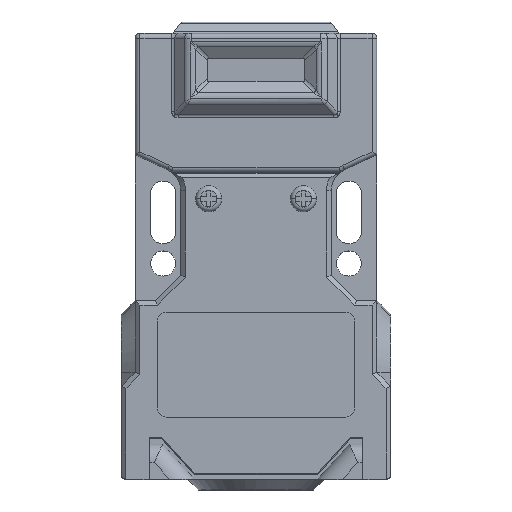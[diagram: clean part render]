
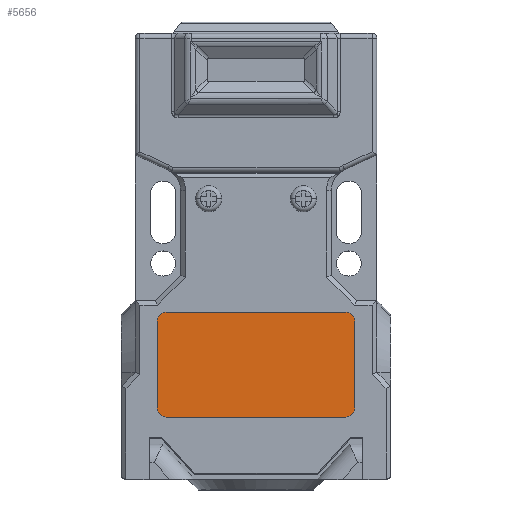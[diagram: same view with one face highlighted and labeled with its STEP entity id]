
A CAD part, top view. The second image highlights one B-rep face of the part: STEP entity #5656.
In plain terms, the highlighted planar face has unit normal (0, 0, 1).
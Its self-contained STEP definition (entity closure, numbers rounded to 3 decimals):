
#630 = EDGE_CURVE ( 'NONE', #8010, #11975, #1598, .T. ) ;
#938 = DIRECTION ( 'NONE',  ( 0., 0., 1. ) ) ;
#1021 = DIRECTION ( 'NONE',  ( -1., 0., 0. ) ) ;
#1288 = EDGE_CURVE ( 'NONE', #3478, #6287, #3499, .T. ) ;
#1598 = CIRCLE ( 'NONE', #10773, 2. ) ;
#1694 = DIRECTION ( 'NONE',  ( -1., 0., 0. ) ) ;
#1710 = DIRECTION ( 'NONE',  ( 0., 0., 1. ) ) ;
#1726 = CARTESIAN_POINT ( 'NONE',  ( -19.3, -15.25, 33.45 ) ) ;
#1778 = EDGE_CURVE ( 'NONE', #11975, #8790, #9428, .T. ) ;
#1959 = VERTEX_POINT ( 'NONE', #6679 ) ;
#2191 = AXIS2_PLACEMENT_3D ( 'NONE', #1726, #1710, #1694 ) ;
#2223 = DIRECTION ( 'NONE',  ( 1., 0., 0. ) ) ;
#2228 = DIRECTION ( 'NONE',  ( 0., 0., 1. ) ) ;
#2280 = VECTOR ( 'NONE', #1021, 1000. ) ;
#2357 = CARTESIAN_POINT ( 'NONE',  ( -21.3, -15.25, 33.45 ) ) ;
#2582 = LINE ( 'NONE', #7626, #2280 ) ;
#2615 = CARTESIAN_POINT ( 'NONE',  ( 19.3, -15.25, 33.45 ) ) ;
#3077 = CIRCLE ( 'NONE', #4498, 2. ) ;
#3305 = CIRCLE ( 'NONE', #9998, 2. ) ;
#3417 = VERTEX_POINT ( 'NONE', #8811 ) ;
#3478 = VERTEX_POINT ( 'NONE', #8008 ) ;
#3499 = CIRCLE ( 'NONE', #2191, 2. ) ;
#3570 = DIRECTION ( 'NONE',  ( 1., 0., 0. ) ) ;
#4305 = DIRECTION ( 'NONE',  ( 0., 1., 0. ) ) ;
#4351 = CARTESIAN_POINT ( 'NONE',  ( -21.3, -33.85, 33.45 ) ) ;
#4498 = AXIS2_PLACEMENT_3D ( 'NONE', #7850, #2228, #8737 ) ;
#4505 = PLANE ( 'NONE',  #11594 ) ;
#4521 = ORIENTED_EDGE ( 'NONE', *, *, #1778, .T. ) ;
#4572 = ORIENTED_EDGE ( 'NONE', *, *, #4830, .T. ) ;
#4754 = ORIENTED_EDGE ( 'NONE', *, *, #11558, .T. ) ;
#4830 = EDGE_CURVE ( 'NONE', #1959, #3478, #2582, .T. ) ;
#4910 = EDGE_CURVE ( 'NONE', #3417, #6961, #11336, .T. ) ;
#5218 = EDGE_CURVE ( 'NONE', #8790, #3417, #3305, .T. ) ;
#5264 = CARTESIAN_POINT ( 'NONE',  ( -21.3, -15.25, 33.45 ) ) ;
#5368 = ORIENTED_EDGE ( 'NONE', *, *, #9018, .T. ) ;
#5514 = EDGE_LOOP ( 'NONE', ( #4754, #4572, #10045, #5368, #10146, #4521, #11432, #10377 ) ) ;
#5656 = ADVANCED_FACE ( 'NONE', ( #11589 ), #4505, .T. ) ;
#5848 = CARTESIAN_POINT ( 'NONE',  ( 19.3, -35.85, 33.45 ) ) ;
#6153 = CARTESIAN_POINT ( 'NONE',  ( 21.3, -15.25, 33.45 ) ) ;
#6271 = VECTOR ( 'NONE', #4305, 1000. ) ;
#6287 = VERTEX_POINT ( 'NONE', #5264 ) ;
#6630 = CARTESIAN_POINT ( 'NONE',  ( 19.3, -33.85, 33.45 ) ) ;
#6662 = DIRECTION ( 'NONE',  ( -1., 0., 0. ) ) ;
#6664 = DIRECTION ( 'NONE',  ( 0., 0., 1. ) ) ;
#6675 = CARTESIAN_POINT ( 'NONE',  ( -19.3, -33.85, 33.45 ) ) ;
#6679 = CARTESIAN_POINT ( 'NONE',  ( 19.3, -13.25, 33.45 ) ) ;
#6961 = VERTEX_POINT ( 'NONE', #11774 ) ;
#7048 = VECTOR ( 'NONE', #2223, 1000. ) ;
#7557 = DIRECTION ( 'NONE',  ( 1., 0., 0. ) ) ;
#7626 = CARTESIAN_POINT ( 'NONE',  ( -19.3, -13.25, 33.45 ) ) ;
#7848 = CARTESIAN_POINT ( 'NONE',  ( -19.3, -35.85, 33.45 ) ) ;
#7850 = CARTESIAN_POINT ( 'NONE',  ( 19.3, -15.25, 33.45 ) ) ;
#8008 = CARTESIAN_POINT ( 'NONE',  ( -19.3, -13.25, 33.45 ) ) ;
#8010 = VERTEX_POINT ( 'NONE', #4351 ) ;
#8290 = VECTOR ( 'NONE', #9748, 1000. ) ;
#8737 = DIRECTION ( 'NONE',  ( 1., 0., 0. ) ) ;
#8790 = VERTEX_POINT ( 'NONE', #5848 ) ;
#8811 = CARTESIAN_POINT ( 'NONE',  ( 21.3, -33.85, 33.45 ) ) ;
#9018 = EDGE_CURVE ( 'NONE', #6287, #8010, #10662, .T. ) ;
#9094 = DIRECTION ( 'NONE',  ( 0., 0., 1. ) ) ;
#9155 = CARTESIAN_POINT ( 'NONE',  ( -19.3, -35.85, 33.45 ) ) ;
#9428 = LINE ( 'NONE', #7848, #7048 ) ;
#9748 = DIRECTION ( 'NONE',  ( 0., -1., 0. ) ) ;
#9998 = AXIS2_PLACEMENT_3D ( 'NONE', #6630, #938, #7557 ) ;
#10045 = ORIENTED_EDGE ( 'NONE', *, *, #1288, .T. ) ;
#10146 = ORIENTED_EDGE ( 'NONE', *, *, #630, .T. ) ;
#10377 = ORIENTED_EDGE ( 'NONE', *, *, #4910, .T. ) ;
#10662 = LINE ( 'NONE', #2357, #8290 ) ;
#10773 = AXIS2_PLACEMENT_3D ( 'NONE', #6675, #6664, #6662 ) ;
#11336 = LINE ( 'NONE', #6153, #6271 ) ;
#11432 = ORIENTED_EDGE ( 'NONE', *, *, #5218, .T. ) ;
#11558 = EDGE_CURVE ( 'NONE', #6961, #1959, #3077, .T. ) ;
#11589 = FACE_OUTER_BOUND ( 'NONE', #5514, .T. ) ;
#11594 = AXIS2_PLACEMENT_3D ( 'NONE', #2615, #9094, #3570 ) ;
#11774 = CARTESIAN_POINT ( 'NONE',  ( 21.3, -15.25, 33.45 ) ) ;
#11975 = VERTEX_POINT ( 'NONE', #9155 ) ;
